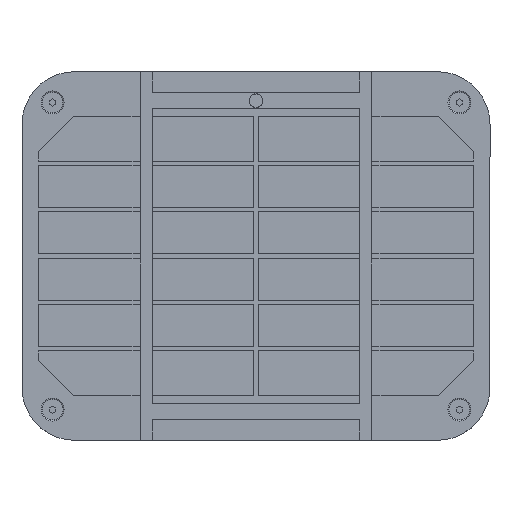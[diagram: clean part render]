
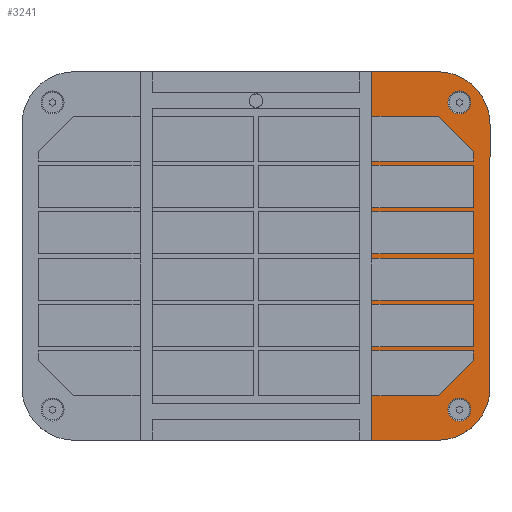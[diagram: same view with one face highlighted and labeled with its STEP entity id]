
A CAD part, top view. The second image highlights one B-rep face of the part: STEP entity #3241.
In plain terms, the highlighted planar face has unit normal (0, 0, 1).
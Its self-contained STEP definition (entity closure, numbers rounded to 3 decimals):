
#261=CIRCLE('',#3419,12.7);
#262=CIRCLE('',#3420,12.7);
#263=CIRCLE('',#3421,2.75);
#264=CIRCLE('',#3422,2.75);
#342=VERTEX_POINT('',#4358);
#344=VERTEX_POINT('',#4362);
#345=VERTEX_POINT('',#4364);
#348=VERTEX_POINT('',#4370);
#349=VERTEX_POINT('',#4372);
#352=VERTEX_POINT('',#4378);
#353=VERTEX_POINT('',#4380);
#356=VERTEX_POINT('',#4386);
#357=VERTEX_POINT('',#4388);
#360=VERTEX_POINT('',#4394);
#361=VERTEX_POINT('',#4396);
#364=VERTEX_POINT('',#4402);
#365=VERTEX_POINT('',#4404);
#368=VERTEX_POINT('',#4410);
#456=VERTEX_POINT('',#4629);
#465=VERTEX_POINT('',#4659);
#473=VERTEX_POINT('',#4687);
#481=VERTEX_POINT('',#4715);
#489=VERTEX_POINT('',#4743);
#497=VERTEX_POINT('',#4771);
#505=VERTEX_POINT('',#4799);
#513=VERTEX_POINT('',#4827);
#522=VERTEX_POINT('',#4857);
#530=VERTEX_POINT('',#4885);
#532=VERTEX_POINT('',#4893);
#540=VERTEX_POINT('',#4930);
#541=VERTEX_POINT('',#4932);
#542=VERTEX_POINT('',#4934);
#543=VERTEX_POINT('',#4936);
#544=VERTEX_POINT('',#4939);
#545=VERTEX_POINT('',#4941);
#546=VERTEX_POINT('',#4948);
#547=VERTEX_POINT('',#4951);
#548=VERTEX_POINT('',#4953);
#653=VECTOR('',#3610,1.);
#657=VECTOR('',#3614,1.);
#661=VECTOR('',#3618,1.);
#665=VECTOR('',#3622,1.);
#669=VECTOR('',#3626,1.);
#673=VECTOR('',#3630,1.);
#677=VECTOR('',#3634,1.);
#785=VECTOR('',#3765,1.);
#801=VECTOR('',#3787,1.);
#814=VECTOR('',#3806,1.);
#829=VECTOR('',#3827,1.);
#842=VECTOR('',#3846,1.);
#857=VECTOR('',#3867,1.);
#870=VECTOR('',#3886,1.);
#885=VECTOR('',#3907,1.);
#899=VECTOR('',#3927,1.);
#914=VECTOR('',#3948,1.);
#917=VECTOR('',#3953,1.);
#941=VECTOR('',#3982,1.);
#942=VECTOR('',#3985,1.);
#943=VECTOR('',#3988,1.);
#944=VECTOR('',#3989,1.);
#945=VECTOR('',#3990,1.);
#946=VECTOR('',#3991,1.);
#947=VECTOR('',#3992,1.);
#948=VECTOR('',#3993,1.);
#949=VECTOR('',#3994,1.);
#950=VECTOR('',#3995,1.);
#951=VECTOR('',#3996,1.);
#952=VECTOR('',#3997,1.);
#1035=LINE('',#4363,#653);
#1039=LINE('',#4371,#657);
#1043=LINE('',#4379,#661);
#1047=LINE('',#4387,#665);
#1051=LINE('',#4395,#669);
#1055=LINE('',#4403,#673);
#1059=LINE('',#4411,#677);
#1167=LINE('',#4628,#785);
#1183=LINE('',#4660,#801);
#1196=LINE('',#4686,#814);
#1211=LINE('',#4716,#829);
#1224=LINE('',#4742,#842);
#1239=LINE('',#4772,#857);
#1252=LINE('',#4798,#870);
#1267=LINE('',#4828,#885);
#1281=LINE('',#4856,#899);
#1296=LINE('',#4886,#914);
#1299=LINE('',#4892,#917);
#1323=LINE('',#4929,#941);
#1324=LINE('',#4933,#942);
#1325=LINE('',#4937,#943);
#1326=LINE('',#4938,#944);
#1327=LINE('',#4940,#945);
#1328=LINE('',#4942,#946);
#1329=LINE('',#4943,#947);
#1330=LINE('',#4944,#948);
#1331=LINE('',#4945,#949);
#1332=LINE('',#4946,#950);
#1333=LINE('',#4947,#951);
#1334=LINE('',#4949,#952);
#1417=EDGE_CURVE('',#345,#344,#1035,.T.);
#1421=EDGE_CURVE('',#349,#348,#1039,.T.);
#1425=EDGE_CURVE('',#353,#352,#1043,.T.);
#1429=EDGE_CURVE('',#357,#356,#1047,.T.);
#1433=EDGE_CURVE('',#361,#360,#1051,.T.);
#1437=EDGE_CURVE('',#365,#364,#1055,.T.);
#1441=EDGE_CURVE('',#342,#368,#1059,.T.);
#1550=EDGE_CURVE('',#456,#342,#1167,.T.);
#1566=EDGE_CURVE('',#344,#465,#1183,.T.);
#1579=EDGE_CURVE('',#473,#345,#1196,.T.);
#1594=EDGE_CURVE('',#348,#481,#1211,.T.);
#1607=EDGE_CURVE('',#489,#349,#1224,.T.);
#1622=EDGE_CURVE('',#352,#497,#1239,.T.);
#1635=EDGE_CURVE('',#505,#353,#1252,.T.);
#1650=EDGE_CURVE('',#356,#513,#1267,.T.);
#1664=EDGE_CURVE('',#522,#357,#1281,.T.);
#1679=EDGE_CURVE('',#360,#530,#1296,.T.);
#1682=EDGE_CURVE('',#532,#361,#1299,.T.);
#1706=EDGE_CURVE('',#368,#540,#1323,.T.);
#1707=EDGE_CURVE('',#541,#540,#261,.T.);
#1708=EDGE_CURVE('',#541,#542,#1324,.T.);
#1709=EDGE_CURVE('',#543,#542,#262,.T.);
#1710=EDGE_CURVE('',#543,#365,#1325,.T.);
#1711=EDGE_CURVE('',#364,#544,#1326,.T.);
#1712=EDGE_CURVE('',#544,#545,#1327,.T.);
#1713=EDGE_CURVE('',#545,#532,#1328,.T.);
#1714=EDGE_CURVE('',#530,#522,#1329,.T.);
#1715=EDGE_CURVE('',#513,#505,#1330,.T.);
#1716=EDGE_CURVE('',#497,#489,#1331,.T.);
#1717=EDGE_CURVE('',#481,#473,#1332,.T.);
#1718=EDGE_CURVE('',#465,#546,#1333,.T.);
#1719=EDGE_CURVE('',#546,#456,#1334,.T.);
#1720=EDGE_CURVE('',#547,#547,#263,.T.);
#1721=EDGE_CURVE('',#548,#548,#264,.T.);
#2325=ORIENTED_EDGE('',*,*,#1441,.T.);
#2326=ORIENTED_EDGE('',*,*,#1706,.T.);
#2327=ORIENTED_EDGE('',*,*,#1707,.F.);
#2328=ORIENTED_EDGE('',*,*,#1708,.T.);
#2329=ORIENTED_EDGE('',*,*,#1709,.F.);
#2330=ORIENTED_EDGE('',*,*,#1710,.T.);
#2331=ORIENTED_EDGE('',*,*,#1437,.T.);
#2332=ORIENTED_EDGE('',*,*,#1711,.T.);
#2333=ORIENTED_EDGE('',*,*,#1712,.T.);
#2334=ORIENTED_EDGE('',*,*,#1713,.T.);
#2335=ORIENTED_EDGE('',*,*,#1682,.T.);
#2336=ORIENTED_EDGE('',*,*,#1433,.T.);
#2337=ORIENTED_EDGE('',*,*,#1679,.T.);
#2338=ORIENTED_EDGE('',*,*,#1714,.T.);
#2339=ORIENTED_EDGE('',*,*,#1664,.T.);
#2340=ORIENTED_EDGE('',*,*,#1429,.T.);
#2341=ORIENTED_EDGE('',*,*,#1650,.T.);
#2342=ORIENTED_EDGE('',*,*,#1715,.T.);
#2343=ORIENTED_EDGE('',*,*,#1635,.T.);
#2344=ORIENTED_EDGE('',*,*,#1425,.T.);
#2345=ORIENTED_EDGE('',*,*,#1622,.T.);
#2346=ORIENTED_EDGE('',*,*,#1716,.T.);
#2347=ORIENTED_EDGE('',*,*,#1607,.T.);
#2348=ORIENTED_EDGE('',*,*,#1421,.T.);
#2349=ORIENTED_EDGE('',*,*,#1594,.T.);
#2350=ORIENTED_EDGE('',*,*,#1717,.T.);
#2351=ORIENTED_EDGE('',*,*,#1579,.T.);
#2352=ORIENTED_EDGE('',*,*,#1417,.T.);
#2353=ORIENTED_EDGE('',*,*,#1566,.T.);
#2354=ORIENTED_EDGE('',*,*,#1718,.T.);
#2355=ORIENTED_EDGE('',*,*,#1719,.T.);
#2356=ORIENTED_EDGE('',*,*,#1550,.T.);
#2357=ORIENTED_EDGE('',*,*,#1720,.T.);
#2358=ORIENTED_EDGE('',*,*,#1721,.T.);
#2809=EDGE_LOOP('',(#2325,#2326,#2327,#2328,#2329,#2330,#2331,#2332,#2333,
#2334,#2335,#2336,#2337,#2338,#2339,#2340,#2341,#2342,#2343,#2344,#2345,
#2346,#2347,#2348,#2349,#2350,#2351,#2352,#2353,#2354,#2355,#2356));
#2810=EDGE_LOOP('',(#2357));
#2811=EDGE_LOOP('',(#2358));
#3026=FACE_BOUND('',#2809,.T.);
#3027=FACE_BOUND('',#2810,.T.);
#3028=FACE_BOUND('',#2811,.T.);
#3241=ADVANCED_FACE('',(#3026,#3027,#3028),#13904,.T.);
#3418=AXIS2_PLACEMENT_3D('',#4928,#3981,$);
#3419=AXIS2_PLACEMENT_3D('',#4931,#3983,#3984);
#3420=AXIS2_PLACEMENT_3D('',#4935,#3986,#3987);
#3421=AXIS2_PLACEMENT_3D('',#4950,#3998,#3999);
#3422=AXIS2_PLACEMENT_3D('',#4952,#4000,#4001);
#3610=DIRECTION('',(0.,-1.,0.));
#3614=DIRECTION('',(0.,-1.,0.));
#3618=DIRECTION('',(0.,-1.,0.));
#3622=DIRECTION('',(0.,-1.,0.));
#3626=DIRECTION('',(0.,-1.,0.));
#3630=DIRECTION('',(0.,-1.,0.));
#3634=DIRECTION('',(0.,-1.,0.));
#3765=DIRECTION('',(-1.,0.,0.));
#3787=DIRECTION('',(1.,0.,0.));
#3806=DIRECTION('',(-1.,0.,0.));
#3827=DIRECTION('',(1.,0.,0.));
#3846=DIRECTION('',(-1.,0.,0.));
#3867=DIRECTION('',(1.,0.,0.));
#3886=DIRECTION('',(-1.,0.,0.));
#3907=DIRECTION('',(1.,0.,0.));
#3927=DIRECTION('',(-1.,0.,0.));
#3948=DIRECTION('',(1.,0.,0.));
#3953=DIRECTION('',(-1.,0.,0.));
#3981=DIRECTION('',(0.,0.,1.));
#3982=DIRECTION('',(1.,0.,0.));
#3983=DIRECTION('',(0.,0.,-1.));
#3984=DIRECTION('',(8.98,-8.98,0.));
#3985=DIRECTION('',(0.,1.,0.));
#3986=DIRECTION('',(0.,0.,-1.));
#3987=DIRECTION('',(8.98,8.98,0.));
#3988=DIRECTION('',(-1.,0.,0.));
#3989=DIRECTION('',(1.,0.,0.));
#3990=DIRECTION('',(0.707,-0.707,0.));
#3991=DIRECTION('',(0.,-1.,0.));
#3992=DIRECTION('',(0.,-1.,0.));
#3993=DIRECTION('',(0.,-1.,0.));
#3994=DIRECTION('',(0.,-1.,0.));
#3995=DIRECTION('',(0.,-1.,0.));
#3996=DIRECTION('',(0.,-1.,0.));
#3997=DIRECTION('',(-0.707,-0.707,0.));
#3998=DIRECTION('',(0.,0.,-1.));
#3999=DIRECTION('',(2.75,0.,0.));
#4000=DIRECTION('',(0.,0.,-1.));
#4001=DIRECTION('',(2.75,0.,0.));
#4358=CARTESIAN_POINT('',(28.,-33.775,3.));
#4362=CARTESIAN_POINT('',(28.,-22.9,3.));
#4363=CARTESIAN_POINT('',(28.,-22.25,3.));
#4364=CARTESIAN_POINT('',(28.,-21.9,3.));
#4370=CARTESIAN_POINT('',(28.,-11.7,3.));
#4371=CARTESIAN_POINT('',(28.,-22.25,3.));
#4372=CARTESIAN_POINT('',(28.,-10.7,3.));
#4378=CARTESIAN_POINT('',(28.,-0.5,3.));
#4379=CARTESIAN_POINT('',(28.,-22.25,3.));
#4380=CARTESIAN_POINT('',(28.,0.5,3.));
#4386=CARTESIAN_POINT('',(28.,10.7,3.));
#4387=CARTESIAN_POINT('',(28.,-22.25,3.));
#4388=CARTESIAN_POINT('',(28.,11.7,3.));
#4394=CARTESIAN_POINT('',(28.,21.9,3.));
#4395=CARTESIAN_POINT('',(28.,-22.25,3.));
#4396=CARTESIAN_POINT('',(28.,22.9,3.));
#4402=CARTESIAN_POINT('',(28.,33.775,3.));
#4403=CARTESIAN_POINT('',(28.,-22.25,3.));
#4404=CARTESIAN_POINT('',(28.,44.5,3.));
#4410=CARTESIAN_POINT('',(28.,-44.5,3.));
#4411=CARTESIAN_POINT('',(28.,-22.25,3.));
#4628=CARTESIAN_POINT('',(0.25,-33.775,3.));
#4629=CARTESIAN_POINT('',(44.,-33.775,3.));
#4659=CARTESIAN_POINT('',(52.5,-22.9,3.));
#4660=CARTESIAN_POINT('',(26.25,-22.9,3.));
#4686=CARTESIAN_POINT('',(0.25,-21.9,3.));
#4687=CARTESIAN_POINT('',(52.5,-21.9,3.));
#4715=CARTESIAN_POINT('',(52.5,-11.7,3.));
#4716=CARTESIAN_POINT('',(26.25,-11.7,3.));
#4742=CARTESIAN_POINT('',(0.25,-10.7,3.));
#4743=CARTESIAN_POINT('',(52.5,-10.7,3.));
#4771=CARTESIAN_POINT('',(52.5,-0.5,3.));
#4772=CARTESIAN_POINT('',(26.25,-0.5,3.));
#4798=CARTESIAN_POINT('',(26.25,0.5,3.));
#4799=CARTESIAN_POINT('',(52.5,0.5,3.));
#4827=CARTESIAN_POINT('',(52.5,10.7,3.));
#4828=CARTESIAN_POINT('',(0.25,10.7,3.));
#4856=CARTESIAN_POINT('',(26.25,11.7,3.));
#4857=CARTESIAN_POINT('',(52.5,11.7,3.));
#4885=CARTESIAN_POINT('',(52.5,21.9,3.));
#4886=CARTESIAN_POINT('',(0.25,21.9,3.));
#4892=CARTESIAN_POINT('',(26.25,22.9,3.));
#4893=CARTESIAN_POINT('',(52.5,22.9,3.));
#4928=CARTESIAN_POINT('',(0.,0.,
3.));
#4929=CARTESIAN_POINT('',(56.5,-44.5,3.));
#4930=CARTESIAN_POINT('',(43.8,-44.5,3.));
#4931=CARTESIAN_POINT('',(43.8,-31.8,3.));
#4932=CARTESIAN_POINT('',(56.5,-31.8,3.));
#4933=CARTESIAN_POINT('',(56.5,44.5,3.));
#4934=CARTESIAN_POINT('',(56.5,31.8,3.));
#4935=CARTESIAN_POINT('',(43.8,31.8,3.));
#4936=CARTESIAN_POINT('',(43.8,44.5,3.));
#4937=CARTESIAN_POINT('',(-56.5,44.5,3.));
#4938=CARTESIAN_POINT('',(0.25,33.775,3.));
#4939=CARTESIAN_POINT('',(44.,33.775,3.));
#4940=CARTESIAN_POINT('',(41.444,36.331,3.));
#4941=CARTESIAN_POINT('',(52.5,25.275,3.));
#4942=CARTESIAN_POINT('',(52.5,12.638,3.));
#4943=CARTESIAN_POINT('',(52.5,10.95,3.));
#4944=CARTESIAN_POINT('',(52.5,5.35,3.));
#4945=CARTESIAN_POINT('',(52.5,-5.35,3.));
#4946=CARTESIAN_POINT('',(52.5,-10.95,3.));
#4947=CARTESIAN_POINT('',(52.5,-12.638,3.));
#4948=CARTESIAN_POINT('',(52.5,-25.275,3.));
#4949=CARTESIAN_POINT('',(41.444,-36.331,3.));
#4950=CARTESIAN_POINT('',(49.1,-37.1,3.));
#4951=CARTESIAN_POINT('',(51.85,-37.1,3.));
#4952=CARTESIAN_POINT('',(49.1,37.1,3.));
#4953=CARTESIAN_POINT('',(51.85,37.1,3.));
#13904=PLANE('',#3418);
